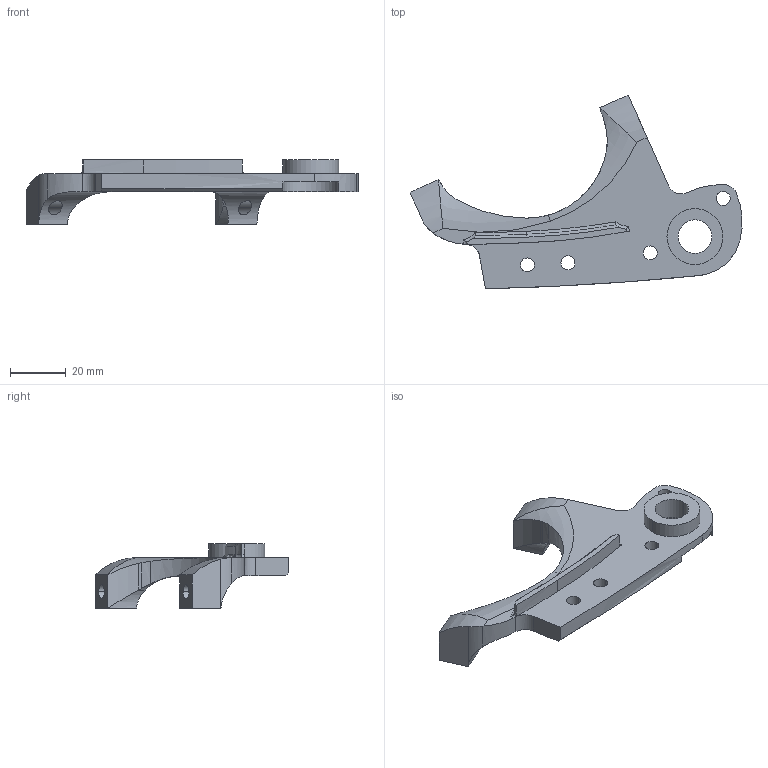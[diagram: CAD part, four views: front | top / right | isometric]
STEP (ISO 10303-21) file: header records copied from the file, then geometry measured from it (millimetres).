
FILE_DESCRIPTION (( 'STEP AP214' ), '1' );
FILE_NAME ('BK4097.STEP', '2023-01-04T23:13:31', ( '' ), ( '' ), 'SwSTEP 2.0', 'SolidWorks 2022', '' );
FILE_SCHEMA (( 'AUTOMOTIVE_DESIGN' ));
Length unit declared in the file: millimetre
Products named in the file (1): BK4097
Bounding box: 118.66 x 69.23 x 23.18 mm (x, y, z)
Volume: 24826.5 mm3; surface area: 11958.1 mm2
Topology: 1 solids, 1 shells, 91 faces, 244 edges, 158 vertices
Faces by surface type: cylinder 56, plane 26, torus 6, cone 3
Entity records: 3770 total; most frequent: CARTESIAN_POINT 1417, ORIENTED_EDGE 488, DIRECTION 484, EDGE_CURVE 244, AXIS2_PLACEMENT_3D 185, VERTEX_POINT 158, VECTOR 114, LINE 114
